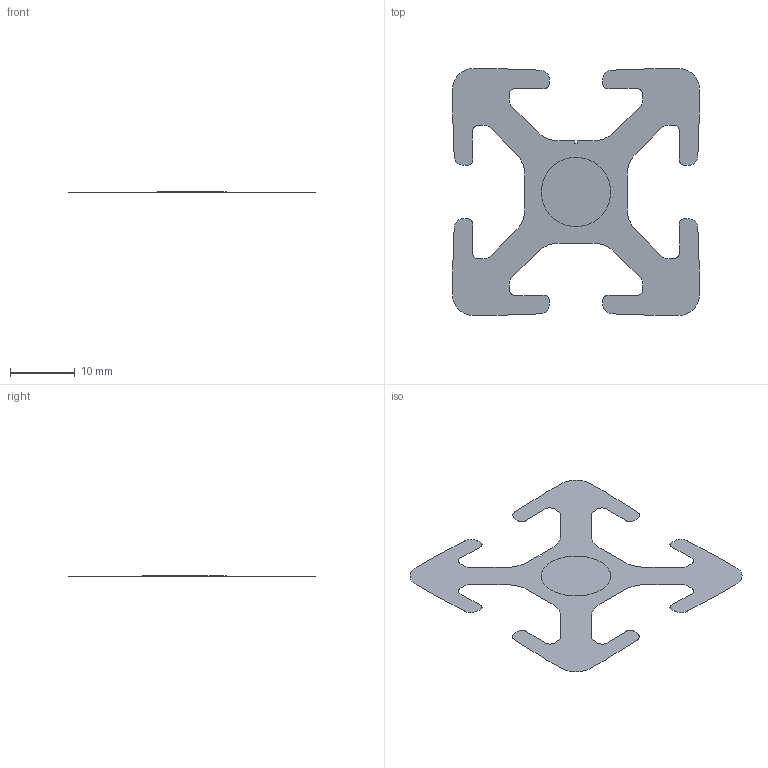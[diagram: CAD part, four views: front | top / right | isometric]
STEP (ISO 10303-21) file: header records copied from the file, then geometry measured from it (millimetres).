
FILE_DESCRIPTION((''),'2;1');
FILE_NAME('15SM1515.stp','2006-03-13T15:27:16',('Shawn Mantel'),('Faztek, LLC'),'Mechanical Desktop 2005','Mechanical Desktop 2005',', , ');
FILE_SCHEMA(('CONFIG_CONTROL_DESIGN'));
Length unit declared in the file: inch
Products named in the file (22): Product; *U2; *U13; *U20; *U17; *U18; *U16; *U14; *U21; *U19; *U15; *U22; *U3; *U9; *U6; *U7; *U12; *U8; *U11; *U4; *U5; *U10
Assembly tree (21 placements, depth 4):
  Product
    *U2
      *U13
        *U20
        *U17
        *U18
        *U16
        *U14
        *U21
        *U19
        *U15
        *U22
      *U3
        *U9
        *U6
        *U7
        *U12
        *U8
        *U11
        *U4
        *U5
        *U10
Bounding box: 38.1 x 38.1 x 0 mm (x, y, z)
Surface area: 887.1 mm2 (no closed solid volume)
Topology: 0 solids, 0 shells, 2 faces, 141 edges, 141 vertices
Faces by surface type: bspline 2
Entity records: 1816 total; most frequent: CARTESIAN_POINT 920, QUASI_UNIFORM_CURVE 184, PCURVE 141, COMPOSITE_CURVE_SEGMENT 141, B_SPLINE_CURVE_WITH_KNOTS 48, DIRECTION 44, PRODUCT_DEFINITION_SHAPE 43, PRODUCT 22
